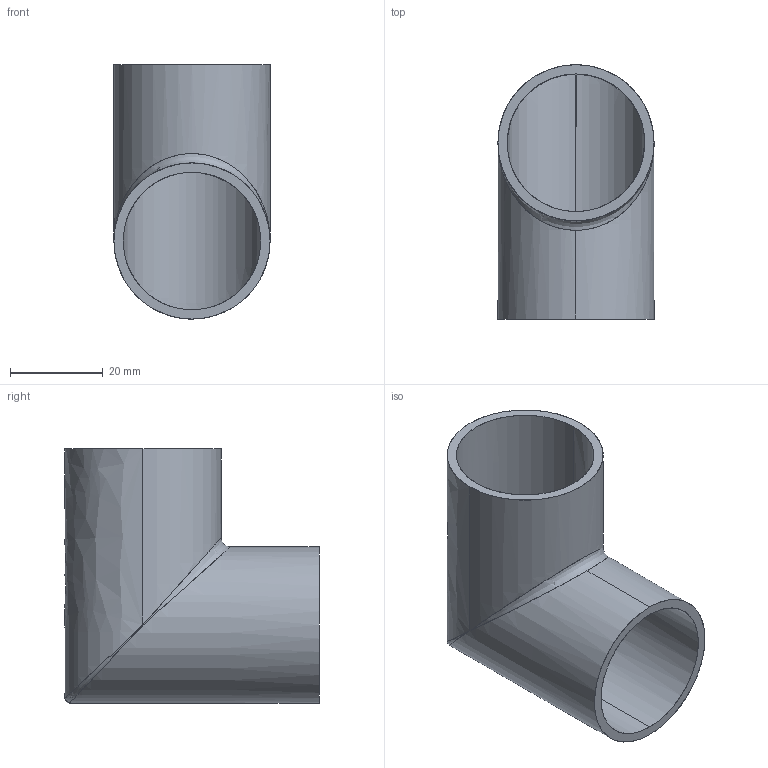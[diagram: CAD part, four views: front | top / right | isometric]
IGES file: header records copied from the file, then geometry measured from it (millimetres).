
Start section: SolidWorks IGES file using analytic representation for surfaces
Global section: file name: 55220-240-33.igs; native system: SolidWorks 2018; preprocessor: SolidWorks 2018; author: Christian; date: 210728.115958; units: millimetre
Bounding box: 33.7 x 54.85 x 54.85 mm (x, y, z)
Surface area: 15523.5 mm2 (no closed solid volume)
Topology: 0 solids, 0 shells, 329 faces, 4685 edges, 4681 vertices
Faces by surface type: bspline 285, revolution 44
